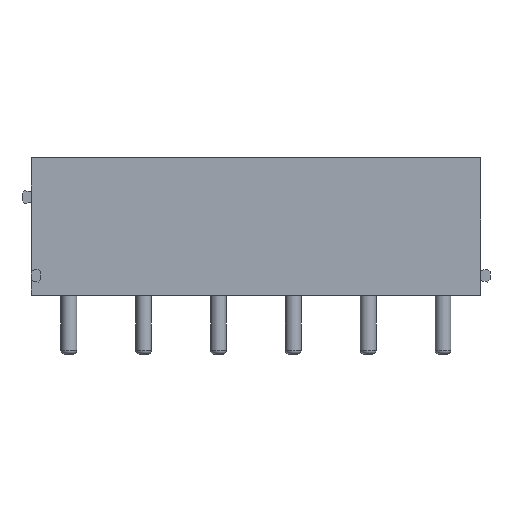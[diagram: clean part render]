
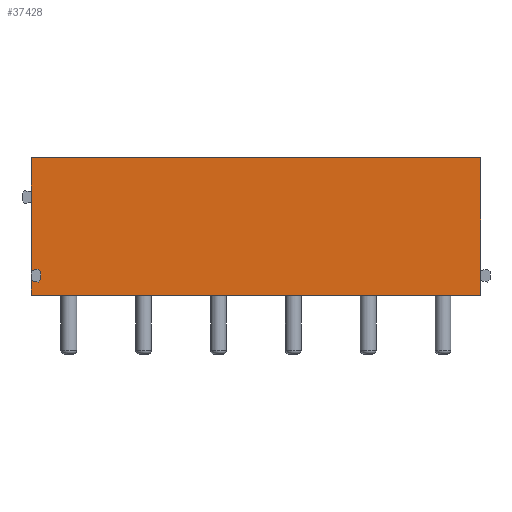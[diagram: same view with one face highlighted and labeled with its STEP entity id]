
A CAD part, front view. The second image highlights one B-rep face of the part: STEP entity #37428.
In plain terms, the highlighted planar face has unit normal (0, -1, 0).
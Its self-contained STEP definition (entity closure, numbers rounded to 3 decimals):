
#77 = LINE ( 'NONE', #35513, #16885 ) ;
#306 = CARTESIAN_POINT ( 'NONE',  ( 0., -4.2, -3.5 ) ) ;
#361 = LINE ( 'NONE', #20571, #16162 ) ;
#570 = EDGE_LOOP ( 'NONE', ( #20970, #37725, #6163, #14561, #32355, #8142, #17550, #2704, #11126, #22458 ) ) ;
#1978 = VECTOR ( 'NONE', #37573, 1000. ) ;
#2376 = CARTESIAN_POINT ( 'NONE',  ( 22.86, -4.2, -3.5 ) ) ;
#2704 = ORIENTED_EDGE ( 'NONE', *, *, #27262, .F. ) ;
#2909 = CARTESIAN_POINT ( 'NONE',  ( 22.86, -4.2, 3.5 ) ) ;
#4059 = CARTESIAN_POINT ( 'NONE',  ( 22.86, -4.2, 3.5 ) ) ;
#4282 = CARTESIAN_POINT ( 'NONE',  ( 0.48, -4.2, -2.7 ) ) ;
#4594 = VERTEX_POINT ( 'NONE', #12976 ) ;
#4626 = VECTOR ( 'NONE', #22197, 1000. ) ;
#5365 = CARTESIAN_POINT ( 'NONE',  ( 0., -4.2, 3.5 ) ) ;
#6094 = VERTEX_POINT ( 'NONE', #21539 ) ;
#6163 = ORIENTED_EDGE ( 'NONE', *, *, #10278, .F. ) ;
#6364 = VECTOR ( 'NONE', #34743, 1000. ) ;
#7225 = DIRECTION ( 'NONE',  ( 0., 1., 0. ) ) ;
#7290 = VECTOR ( 'NONE', #26369, 1000. ) ;
#7709 = VECTOR ( 'NONE', #8522, 1000. ) ;
#7872 = VECTOR ( 'NONE', #24974, 1000. ) ;
#8142 = ORIENTED_EDGE ( 'NONE', *, *, #21207, .F. ) ;
#8522 = DIRECTION ( 'NONE',  ( 0., 0., -1. ) ) ;
#9762 = VERTEX_POINT ( 'NONE', #306 ) ;
#9830 = CARTESIAN_POINT ( 'NONE',  ( 0.34, -4.2, -2.17 ) ) ;
#10059 = CARTESIAN_POINT ( 'NONE',  ( 0.48, -4.2, -2.3 ) ) ;
#10101 = CARTESIAN_POINT ( 'NONE',  ( 0.34, -4.2, -2.83 ) ) ;
#10278 = EDGE_CURVE ( 'NONE', #6094, #40131, #38942, .T. ) ;
#10378 = LINE ( 'NONE', #12340, #1978 ) ;
#10780 = CARTESIAN_POINT ( 'NONE',  ( 22.86, -4.2, 3.5 ) ) ;
#10827 = LINE ( 'NONE', #10780, #35979 ) ;
#11126 = ORIENTED_EDGE ( 'NONE', *, *, #34360, .F. ) ;
#12340 = CARTESIAN_POINT ( 'NONE',  ( 0., -4.2, -2.25 ) ) ;
#12580 = LINE ( 'NONE', #22879, #28406 ) ;
#12976 = CARTESIAN_POINT ( 'NONE',  ( 0.48, -4.2, -2.7 ) ) ;
#13536 = VERTEX_POINT ( 'NONE', #18473 ) ;
#14297 = VERTEX_POINT ( 'NONE', #14743 ) ;
#14561 = ORIENTED_EDGE ( 'NONE', *, *, #37390, .F. ) ;
#14743 = CARTESIAN_POINT ( 'NONE',  ( 0., -4.2, 3.5 ) ) ;
#14791 = VERTEX_POINT ( 'NONE', #2376 ) ;
#15144 = VERTEX_POINT ( 'NONE', #10101 ) ;
#15859 = CARTESIAN_POINT ( 'NONE',  ( 0., -4.2, 3.5 ) ) ;
#16162 = VECTOR ( 'NONE', #39992, 1000. ) ;
#16483 = DIRECTION ( 'NONE',  ( 0., 0., 1. ) ) ;
#16622 = PLANE ( 'NONE',  #35376 ) ;
#16885 = VECTOR ( 'NONE', #16483, 1000. ) ;
#17550 = ORIENTED_EDGE ( 'NONE', *, *, #29276, .T. ) ;
#18473 = CARTESIAN_POINT ( 'NONE',  ( 0., -4.2, -2.25 ) ) ;
#19600 = CARTESIAN_POINT ( 'NONE',  ( 0., -4.2, -2.75 ) ) ;
#19787 = CARTESIAN_POINT ( 'NONE',  ( 22.86, -4.2, 3.5 ) ) ;
#20004 = EDGE_CURVE ( 'NONE', #14297, #13536, #24489, .T. ) ;
#20153 = DIRECTION ( 'NONE',  ( 0., 0., -1. ) ) ;
#20571 = CARTESIAN_POINT ( 'NONE',  ( 22.86, -4.2, -3.5 ) ) ;
#20970 = ORIENTED_EDGE ( 'NONE', *, *, #20004, .T. ) ;
#21207 = EDGE_CURVE ( 'NONE', #37862, #15144, #12580, .T. ) ;
#21539 = CARTESIAN_POINT ( 'NONE',  ( 0.48, -4.2, -2.3 ) ) ;
#22197 = DIRECTION ( 'NONE',  ( 0., 0., -1. ) ) ;
#22458 = ORIENTED_EDGE ( 'NONE', *, *, #33904, .T. ) ;
#22879 = CARTESIAN_POINT ( 'NONE',  ( 0., -4.2, -2.75 ) ) ;
#24258 = FACE_OUTER_BOUND ( 'NONE', #570, .T. ) ;
#24489 = LINE ( 'NONE', #5365, #7709 ) ;
#24974 = DIRECTION ( 'NONE',  ( -1., 0., 0. ) ) ;
#26074 = DIRECTION ( 'NONE',  ( 0.973, 0., -0.229 ) ) ;
#26369 = DIRECTION ( 'NONE',  ( 0.733, 0., 0.68 ) ) ;
#27262 = EDGE_CURVE ( 'NONE', #14791, #9762, #361, .T. ) ;
#28406 = VECTOR ( 'NONE', #26074, 1000. ) ;
#29276 = EDGE_CURVE ( 'NONE', #37862, #9762, #29848, .T. ) ;
#29329 = DIRECTION ( 'NONE',  ( 0., 0., 1. ) ) ;
#29848 = LINE ( 'NONE', #15859, #4626 ) ;
#31492 = LINE ( 'NONE', #4282, #7290 ) ;
#32355 = ORIENTED_EDGE ( 'NONE', *, *, #34904, .F. ) ;
#33309 = EDGE_CURVE ( 'NONE', #40131, #13536, #10378, .T. ) ;
#33904 = EDGE_CURVE ( 'NONE', #37402, #14297, #39470, .T. ) ;
#34360 = EDGE_CURVE ( 'NONE', #37402, #14791, #10827, .T. ) ;
#34743 = DIRECTION ( 'NONE',  ( -0.733, 0., 0.68 ) ) ;
#34904 = EDGE_CURVE ( 'NONE', #15144, #4594, #31492, .T. ) ;
#35376 = AXIS2_PLACEMENT_3D ( 'NONE', #19787, #7225, #29329 ) ;
#35513 = CARTESIAN_POINT ( 'NONE',  ( 0.48, -4.2, -2.3 ) ) ;
#35979 = VECTOR ( 'NONE', #20153, 1000. ) ;
#37390 = EDGE_CURVE ( 'NONE', #4594, #6094, #77, .T. ) ;
#37402 = VERTEX_POINT ( 'NONE', #4059 ) ;
#37428 = ADVANCED_FACE ( 'NONE', ( #24258 ), #16622, .F. ) ;
#37573 = DIRECTION ( 'NONE',  ( -0.973, 0., -0.229 ) ) ;
#37725 = ORIENTED_EDGE ( 'NONE', *, *, #33309, .F. ) ;
#37862 = VERTEX_POINT ( 'NONE', #19600 ) ;
#38942 = LINE ( 'NONE', #10059, #6364 ) ;
#39470 = LINE ( 'NONE', #2909, #7872 ) ;
#39992 = DIRECTION ( 'NONE',  ( -1., 0., 0. ) ) ;
#40131 = VERTEX_POINT ( 'NONE', #9830 ) ;
